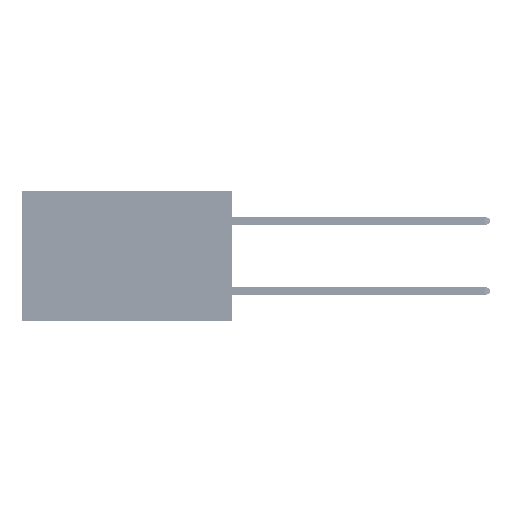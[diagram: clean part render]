
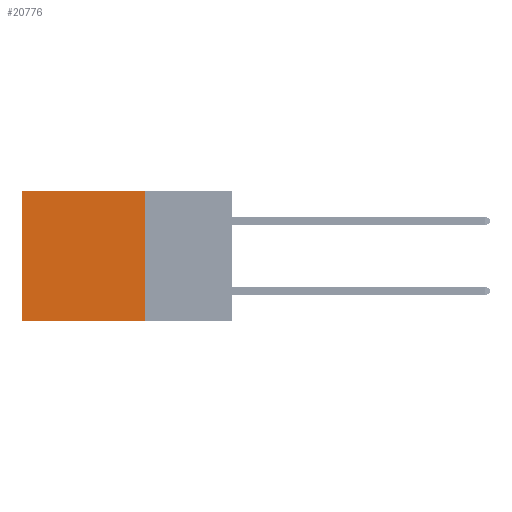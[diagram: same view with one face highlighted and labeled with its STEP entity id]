
A CAD part, left-side view. The second image highlights one B-rep face of the part: STEP entity #20776.
In plain terms, the highlighted planar face has unit normal (-1, 0, 0).
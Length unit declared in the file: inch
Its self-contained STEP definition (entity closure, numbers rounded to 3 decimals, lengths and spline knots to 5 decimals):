
#897 = CARTESIAN_POINT ( 'NONE',  ( 0.2875, 0.25, -0.37 ) ) ;
#3971 = CARTESIAN_POINT ( 'NONE',  ( 0.2875, 0.25, -0.37 ) ) ;
#3980 = DIRECTION ( 'NONE',  ( 0., 1., 0. ) ) ;
#4134 = EDGE_CURVE ( 'NONE', #30358, #15849, #46356, .T. ) ;
#5094 = DIRECTION ( 'NONE',  ( 0., 1., 0. ) ) ;
#5524 = VECTOR ( 'NONE', #8381, 39.37008 ) ;
#6195 = VECTOR ( 'NONE', #3980, 39.37008 ) ;
#7499 = LINE ( 'NONE', #40997, #6195 ) ;
#7608 = CARTESIAN_POINT ( 'NONE',  ( 0.2875, 0.25, 0. ) ) ;
#8196 = CARTESIAN_POINT ( 'NONE',  ( 0.2875, 0.25, 0. ) ) ;
#8381 = DIRECTION ( 'NONE',  ( 0., 0., -1. ) ) ;
#9761 = ORIENTED_EDGE ( 'NONE', *, *, #45044, .F. ) ;
#10962 = DIRECTION ( 'NONE',  ( 0., 0., -1. ) ) ;
#11148 = CARTESIAN_POINT ( 'NONE',  ( 0.2875, 0.6, 0. ) ) ;
#11442 = FACE_OUTER_BOUND ( 'NONE', #42593, .T. ) ;
#15849 = VERTEX_POINT ( 'NONE', #32326 ) ;
#20564 = VERTEX_POINT ( 'NONE', #3971 ) ;
#20776 = ADVANCED_FACE ( 'NONE', ( #11442 ), #46697, .F. ) ;
#25677 = ORIENTED_EDGE ( 'NONE', *, *, #36894, .F. ) ;
#26215 = DIRECTION ( 'NONE',  ( 0., 0., -1. ) ) ;
#28489 = AXIS2_PLACEMENT_3D ( 'NONE', #34331, #50821, #26215 ) ;
#29539 = VERTEX_POINT ( 'NONE', #8196 ) ;
#30358 = VERTEX_POINT ( 'NONE', #48721 ) ;
#32056 = VECTOR ( 'NONE', #5094, 39.37008 ) ;
#32326 = CARTESIAN_POINT ( 'NONE',  ( 0.2875, 0.6, -0.37 ) ) ;
#33057 = LINE ( 'NONE', #7608, #5524 ) ;
#34331 = CARTESIAN_POINT ( 'NONE',  ( 0.2875, 0.25, 0. ) ) ;
#34364 = ORIENTED_EDGE ( 'NONE', *, *, #35601, .T. ) ;
#35451 = VECTOR ( 'NONE', #10962, 39.37008 ) ;
#35601 = EDGE_CURVE ( 'NONE', #29539, #30358, #7499, .T. ) ;
#36894 = EDGE_CURVE ( 'NONE', #29539, #20564, #33057, .T. ) ;
#40997 = CARTESIAN_POINT ( 'NONE',  ( 0.2875, 0.25, 0. ) ) ;
#42338 = ORIENTED_EDGE ( 'NONE', *, *, #4134, .T. ) ;
#42593 = EDGE_LOOP ( 'NONE', ( #42338, #9761, #25677, #34364 ) ) ;
#42965 = LINE ( 'NONE', #897, #32056 ) ;
#45044 = EDGE_CURVE ( 'NONE', #20564, #15849, #42965, .T. ) ;
#46356 = LINE ( 'NONE', #11148, #35451 ) ;
#46697 = PLANE ( 'NONE',  #28489 ) ;
#48721 = CARTESIAN_POINT ( 'NONE',  ( 0.2875, 0.6, 0. ) ) ;
#50821 = DIRECTION ( 'NONE',  ( 1., 0., 0. ) ) ;
